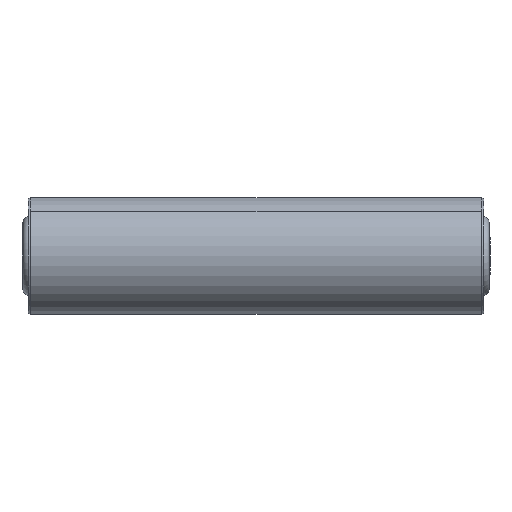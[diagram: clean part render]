
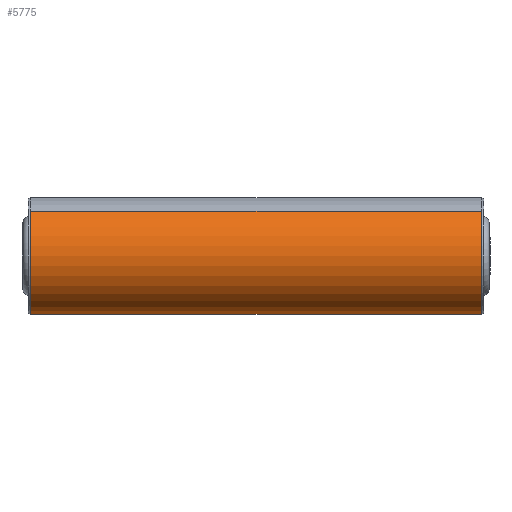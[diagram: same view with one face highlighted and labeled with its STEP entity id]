
A CAD part, front view. The second image highlights one B-rep face of the part: STEP entity #5775.
In plain terms, the highlighted cylindrical face has radius 25 mm (diameter 50 mm), a partial arc.
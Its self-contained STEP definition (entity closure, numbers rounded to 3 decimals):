
#58 = ORIENTED_EDGE ( 'NONE', *, *, #11066, .T. ) ;
#190 = VERTEX_POINT ( 'NONE', #6435 ) ;
#1054 = CARTESIAN_POINT ( 'NONE',  ( 192.6, 0., 0. ) ) ;
#1189 = ORIENTED_EDGE ( 'NONE', *, *, #10979, .F. ) ;
#1880 = DIRECTION ( 'NONE',  ( 0., 0., -1. ) ) ;
#2760 = EDGE_CURVE ( 'NONE', #10700, #6598, #7448, .T. ) ;
#2817 = LINE ( 'NONE', #12258, #4097 ) ;
#2840 = EDGE_LOOP ( 'NONE', ( #9579, #58, #6672, #1189 ) ) ;
#3057 = CYLINDRICAL_SURFACE ( 'NONE', #5455, 25. ) ;
#3075 = CARTESIAN_POINT ( 'NONE',  ( 192.6, 0., 0. ) ) ;
#3382 = CARTESIAN_POINT ( 'NONE',  ( 192.6, 0., -25. ) ) ;
#4097 = VECTOR ( 'NONE', #7706, 1000. ) ;
#4858 = DIRECTION ( 'NONE',  ( -1., 0., 0. ) ) ;
#5015 = CARTESIAN_POINT ( 'NONE',  ( 0., 0., -25. ) ) ;
#5283 = AXIS2_PLACEMENT_3D ( 'NONE', #12207, #6546, #10187 ) ;
#5434 = EDGE_CURVE ( 'NONE', #9098, #190, #10813, .T. ) ;
#5455 = AXIS2_PLACEMENT_3D ( 'NONE', #1054, #4858, #9468 ) ;
#5775 = ADVANCED_FACE ( 'Fl�che1', ( #9587 ), #3057, .T. ) ;
#6042 = CARTESIAN_POINT ( 'NONE',  ( 0., 0., 25. ) ) ;
#6435 = CARTESIAN_POINT ( 'NONE',  ( 192.6, 0., 25. ) ) ;
#6546 = DIRECTION ( 'NONE',  ( 1., 0., 0. ) ) ;
#6598 = VERTEX_POINT ( 'NONE', #6042 ) ;
#6672 = ORIENTED_EDGE ( 'NONE', *, *, #2760, .T. ) ;
#6821 = AXIS2_PLACEMENT_3D ( 'NONE', #3075, #12309, #1880 ) ;
#7448 = CIRCLE ( 'NONE', #5283, 25. ) ;
#7706 = DIRECTION ( 'NONE',  ( -1., 0., 0. ) ) ;
#7889 = LINE ( 'NONE', #3382, #11445 ) ;
#7948 = DIRECTION ( 'NONE',  ( -1., 0., 0. ) ) ;
#9098 = VERTEX_POINT ( 'NONE', #11865 ) ;
#9468 = DIRECTION ( 'NONE',  ( 0., 0., 1. ) ) ;
#9579 = ORIENTED_EDGE ( 'NONE', *, *, #5434, .F. ) ;
#9587 = FACE_OUTER_BOUND ( 'NONE', #2840, .T. ) ;
#10187 = DIRECTION ( 'NONE',  ( 0., 0., -1. ) ) ;
#10700 = VERTEX_POINT ( 'NONE', #5015 ) ;
#10813 = CIRCLE ( 'NONE', #6821, 25. ) ;
#10979 = EDGE_CURVE ( 'NONE', #190, #6598, #2817, .T. ) ;
#11066 = EDGE_CURVE ( 'NONE', #9098, #10700, #7889, .T. ) ;
#11445 = VECTOR ( 'NONE', #7948, 1000. ) ;
#11865 = CARTESIAN_POINT ( 'NONE',  ( 192.6, 0., -25. ) ) ;
#12207 = CARTESIAN_POINT ( 'NONE',  ( 0., 0., 0. ) ) ;
#12258 = CARTESIAN_POINT ( 'NONE',  ( 192.6, 0., 25. ) ) ;
#12309 = DIRECTION ( 'NONE',  ( 1., 0., 0. ) ) ;
